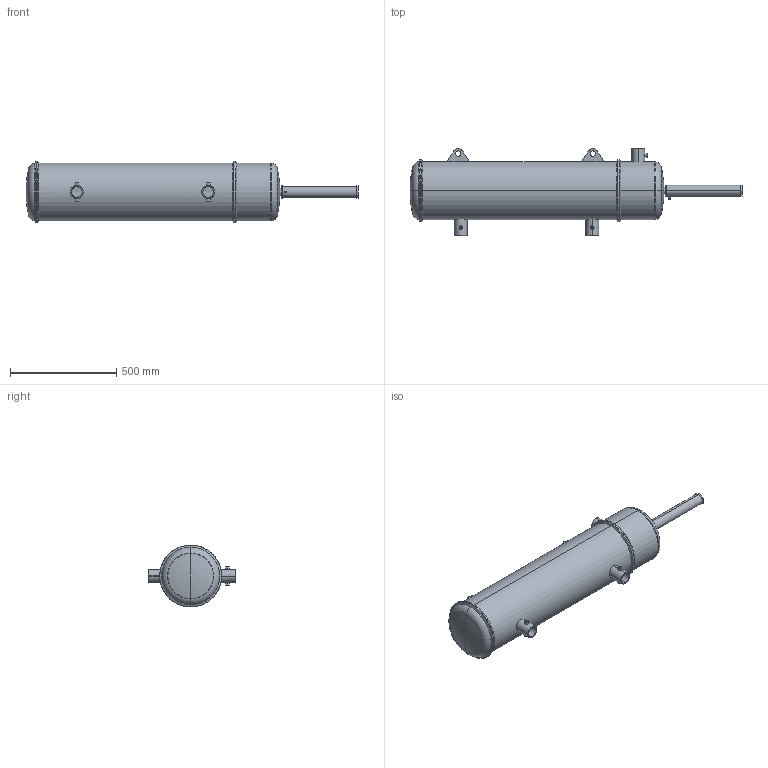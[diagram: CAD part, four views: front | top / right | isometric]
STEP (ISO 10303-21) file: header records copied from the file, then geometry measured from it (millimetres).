
FILE_DESCRIPTION (( 'STEP AP203' ), '1' );
FILE_NAME ('B2-180C.STEP', '2020-07-26T12:31:38', ( '' ), ( '' ), 'SwSTEP 2.0', 'SolidWorks 2017', '' );
FILE_SCHEMA (( 'CONFIG_CONTROL_DESIGN' ));
Length unit declared in the file: inch
Products named in the file (1): B2-180C
Bounding box: 1565.21 x 412.75 x 292.1 mm (x, y, z)
Volume: 6417062.7 mm3; surface area: 2411128.8 mm2
Topology: 6 solids, 6 shells, 138 faces, 322 edges, 198 vertices
Faces by surface type: cylinder 64, plane 38, torus 20, cone 16
Entity records: 5755 total; most frequent: CARTESIAN_POINT 2491, DIRECTION 676, ORIENTED_EDGE 636, EDGE_CURVE 318, AXIS2_PLACEMENT_3D 271, VERTEX_POINT 198, EDGE_LOOP 174, ADVANCED_FACE 138
